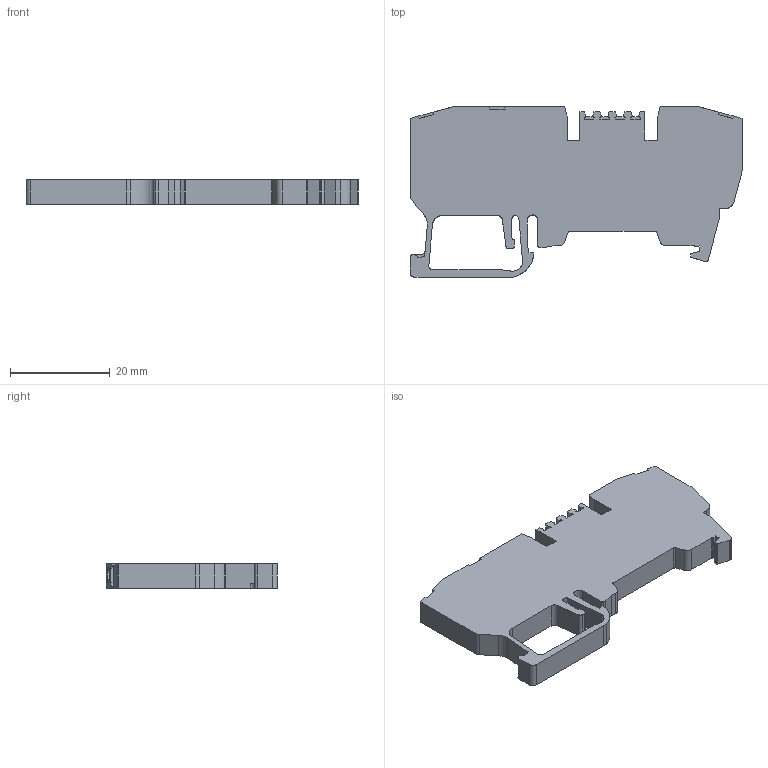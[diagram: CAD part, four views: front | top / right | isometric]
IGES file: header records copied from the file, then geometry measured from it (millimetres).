
Start section: SolidWorks IGES file using analytic representation for surfaces
Global section: file name: 326059_YBK 2,5 E_Grey.IGS; native system: SolidWorks 2015; preprocessor: SolidWorks 2015; author: guveng; date: 150806.131239; units: millimetre
Bounding box: 66.6 x 34.2 x 5 mm (x, y, z)
Surface area: 4928.8 mm2 (no closed solid volume)
Topology: 0 solids, 0 shells, 224 faces, 2255 edges, 2888 vertices
Faces by surface type: bspline 150, revolution 74
